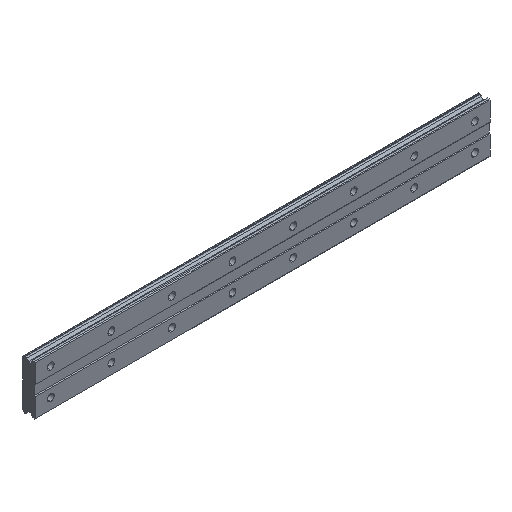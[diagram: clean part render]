
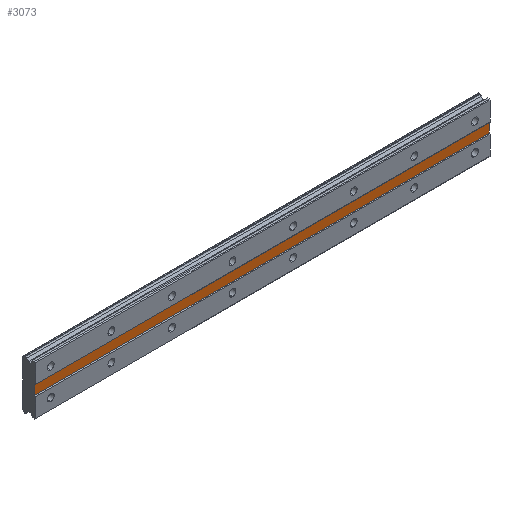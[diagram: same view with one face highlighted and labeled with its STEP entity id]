
A CAD part, isometric view. The second image highlights one B-rep face of the part: STEP entity #3073.
In plain terms, the highlighted planar face has unit normal (0, -1, 0).
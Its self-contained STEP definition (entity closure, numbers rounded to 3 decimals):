
#67 = DIRECTION ( 'NONE',  ( 0., 0., -1. ) ) ;
#95 = VECTOR ( 'NONE', #1902, 1000. ) ;
#106 = VECTOR ( 'NONE', #994, 1000. ) ;
#301 = VERTEX_POINT ( 'NONE', #1242 ) ;
#622 = VECTOR ( 'NONE', #2352, 1000. ) ;
#624 = EDGE_CURVE ( 'NONE', #1046, #1172, #1823, .T. ) ;
#818 = ORIENTED_EDGE ( 'NONE', *, *, #2870, .F. ) ;
#994 = DIRECTION ( 'NONE',  ( -1., 0., 0. ) ) ;
#1046 = VERTEX_POINT ( 'NONE', #2882 ) ;
#1172 = VERTEX_POINT ( 'NONE', #1285 ) ;
#1179 = CARTESIAN_POINT ( 'NONE',  ( 290., 0.5, 3. ) ) ;
#1198 = AXIS2_PLACEMENT_3D ( 'NONE', #1179, #3390, #2835 ) ;
#1242 = CARTESIAN_POINT ( 'NONE',  ( -10., 0.5, -3. ) ) ;
#1285 = CARTESIAN_POINT ( 'NONE',  ( -10., 0.5, 3. ) ) ;
#1518 = ORIENTED_EDGE ( 'NONE', *, *, #2602, .T. ) ;
#1690 = ORIENTED_EDGE ( 'NONE', *, *, #2799, .F. ) ;
#1823 = LINE ( 'NONE', #2656, #106 ) ;
#1902 = DIRECTION ( 'NONE',  ( -1., 0., 0. ) ) ;
#1951 = EDGE_LOOP ( 'NONE', ( #818, #1690, #3467, #1518 ) ) ;
#1970 = LINE ( 'NONE', #2584, #3614 ) ;
#2059 = VERTEX_POINT ( 'NONE', #2235 ) ;
#2235 = CARTESIAN_POINT ( 'NONE',  ( 290., 0.5, -3. ) ) ;
#2261 = FACE_OUTER_BOUND ( 'NONE', #1951, .T. ) ;
#2298 = PLANE ( 'NONE',  #1198 ) ;
#2352 = DIRECTION ( 'NONE',  ( 0., 0., -1. ) ) ;
#2386 = LINE ( 'NONE', #3194, #622 ) ;
#2440 = CARTESIAN_POINT ( 'NONE',  ( 290., 0.5, -3. ) ) ;
#2479 = LINE ( 'NONE', #2440, #95 ) ;
#2584 = CARTESIAN_POINT ( 'NONE',  ( -10., 0.5, 16.615 ) ) ;
#2602 = EDGE_CURVE ( 'NONE', #1172, #301, #1970, .T. ) ;
#2656 = CARTESIAN_POINT ( 'NONE',  ( 290., 0.5, 3. ) ) ;
#2799 = EDGE_CURVE ( 'NONE', #1046, #2059, #2386, .T. ) ;
#2835 = DIRECTION ( 'NONE',  ( 0., 0., 1. ) ) ;
#2870 = EDGE_CURVE ( 'NONE', #2059, #301, #2479, .T. ) ;
#2882 = CARTESIAN_POINT ( 'NONE',  ( 290., 0.5, 3. ) ) ;
#3073 = ADVANCED_FACE ( 'NONE', ( #2261 ), #2298, .F. ) ;
#3194 = CARTESIAN_POINT ( 'NONE',  ( 290., 0.5, 16.615 ) ) ;
#3390 = DIRECTION ( 'NONE',  ( 0., 1., 0. ) ) ;
#3467 = ORIENTED_EDGE ( 'NONE', *, *, #624, .T. ) ;
#3614 = VECTOR ( 'NONE', #67, 1000. ) ;
